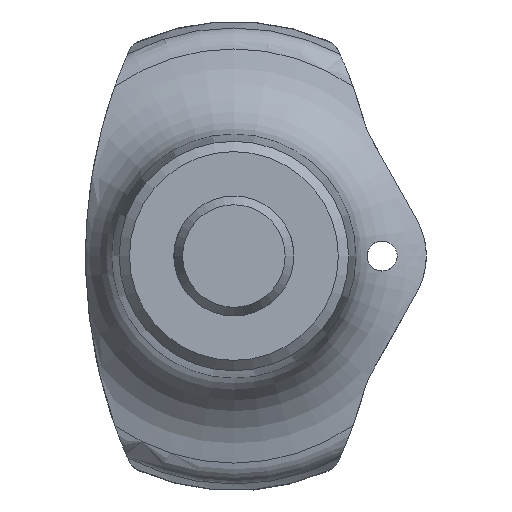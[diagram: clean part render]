
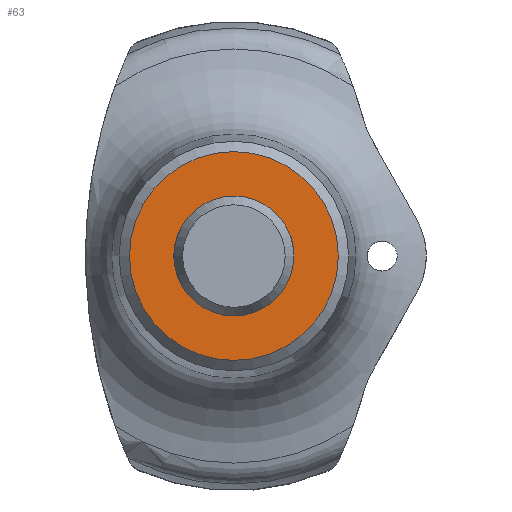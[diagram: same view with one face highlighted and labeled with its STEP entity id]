
A CAD part, front view. The second image highlights one B-rep face of the part: STEP entity #63.
In plain terms, the highlighted planar face has unit normal (0, -1, 0).
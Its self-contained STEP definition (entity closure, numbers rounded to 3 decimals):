
#63 = ADVANCED_FACE( '', ( #156, #157 ), #158, .T. );
#156 = FACE_OUTER_BOUND( '', #296, .T. );
#157 = FACE_BOUND( '', #297, .T. );
#158 = PLANE( '', #298 );
#296 = EDGE_LOOP( '', ( #466 ) );
#297 = EDGE_LOOP( '', ( #467 ) );
#298 = AXIS2_PLACEMENT_3D( '', #468, #469, #470 );
#466 = ORIENTED_EDGE( '', *, *, #768, .T. );
#467 = ORIENTED_EDGE( '', *, *, #769, .F. );
#468 = CARTESIAN_POINT( '', ( 6., 0., 0. ) );
#469 = DIRECTION( '', ( 0., -1., 0. ) );
#470 = DIRECTION( '', ( 1., 0., 0. ) );
#768 = EDGE_CURVE( '', #889, #889, #890, .T. );
#769 = EDGE_CURVE( '', #891, #891, #892, .T. );
#889 = VERTEX_POINT( '', #1063 );
#890 = CIRCLE( '', #1064, 10.45 );
#891 = VERTEX_POINT( '', #1065 );
#892 = CIRCLE( '', #1066, 6. );
#1063 = CARTESIAN_POINT( '', ( 10.45, 0., 0. ) );
#1064 = AXIS2_PLACEMENT_3D( '', #1791, #1792, #1793 );
#1065 = CARTESIAN_POINT( '', ( 6., 0., 0. ) );
#1066 = AXIS2_PLACEMENT_3D( '', #1794, #1795, #1796 );
#1791 = CARTESIAN_POINT( '', ( 0., 0., 0. ) );
#1792 = DIRECTION( '', ( 0., -1., 0. ) );
#1793 = DIRECTION( '', ( 1., 0., 0. ) );
#1794 = CARTESIAN_POINT( '', ( 0., 0., 0. ) );
#1795 = DIRECTION( '', ( 0., -1., 0. ) );
#1796 = DIRECTION( '', ( 1., 0., 0. ) );
